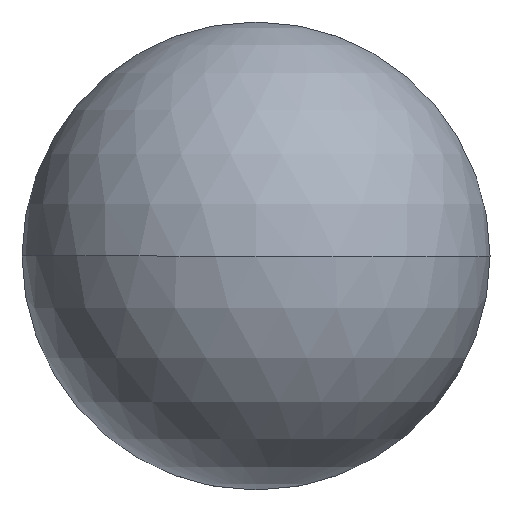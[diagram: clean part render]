
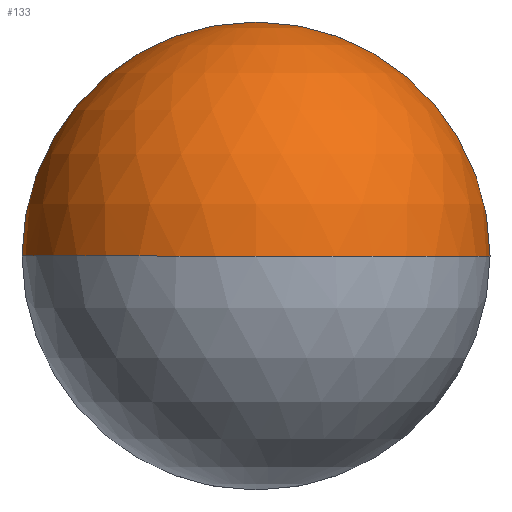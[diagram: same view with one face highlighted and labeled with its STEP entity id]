
A CAD part, front view. The second image highlights one B-rep face of the part: STEP entity #133.
In plain terms, the highlighted spherical face has radius 9.525 mm.
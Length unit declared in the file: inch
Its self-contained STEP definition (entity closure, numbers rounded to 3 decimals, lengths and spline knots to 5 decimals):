
#25 = AXIS2_PLACEMENT_3D ( 'NONE', #70, #190, #250 ) ;
#40 = CARTESIAN_POINT ( 'NONE',  ( 0., 0.375, 0. ) ) ;
#46 = DIRECTION ( 'NONE',  ( 0., 0., 1. ) ) ;
#70 = CARTESIAN_POINT ( 'NONE',  ( 0., 0.375, 0. ) ) ;
#83 = AXIS2_PLACEMENT_3D ( 'NONE', #40, #265, #125 ) ;
#87 = EDGE_CURVE ( 'NONE', #234, #291, #97, .T. ) ;
#88 = CIRCLE ( 'NONE', #25, 0.375 ) ;
#90 = DIRECTION ( 'NONE',  ( -1., 0., 0. ) ) ;
#92 = DIRECTION ( 'NONE',  ( 0., 0., -1. ) ) ;
#97 = CIRCLE ( 'NONE', #215, 0.375 ) ;
#112 = CIRCLE ( 'NONE', #163, 0.375 ) ;
#115 = ORIENTED_EDGE ( 'NONE', *, *, #87, .T. ) ;
#125 = DIRECTION ( 'NONE',  ( 0., 0., -1. ) ) ;
#133 = ADVANCED_FACE ( 'NONE', ( #183 ), #221, .T. ) ;
#137 = CIRCLE ( 'NONE', #83, 0.375 ) ;
#150 = CARTESIAN_POINT ( 'NONE',  ( 0.375, 0.375, 0. ) ) ;
#161 = CARTESIAN_POINT ( 'NONE',  ( 0., 0.375, 0. ) ) ;
#163 = AXIS2_PLACEMENT_3D ( 'NONE', #213, #92, #90 ) ;
#179 = DIRECTION ( 'NONE',  ( 0., 0., -1. ) ) ;
#183 = FACE_OUTER_BOUND ( 'NONE', #200, .T. ) ;
#190 = DIRECTION ( 'NONE',  ( 0., 0., 1. ) ) ;
#200 = EDGE_LOOP ( 'NONE', ( #253, #235, #315, #115 ) ) ;
#213 = CARTESIAN_POINT ( 'NONE',  ( 0., 0.375, 0. ) ) ;
#215 = AXIS2_PLACEMENT_3D ( 'NONE', #271, #263, #179 ) ;
#221 = SPHERICAL_SURFACE ( 'NONE', #313, 0.375 ) ;
#225 = EDGE_CURVE ( 'NONE', #291, #314, #137, .T. ) ;
#231 = CARTESIAN_POINT ( 'NONE',  ( 0., 0.375, 0.375 ) ) ;
#234 = VERTEX_POINT ( 'NONE', #150 ) ;
#235 = ORIENTED_EDGE ( 'NONE', *, *, #254, .T. ) ;
#250 = DIRECTION ( 'NONE',  ( 1., 0., 0. ) ) ;
#253 = ORIENTED_EDGE ( 'NONE', *, *, #225, .T. ) ;
#254 = EDGE_CURVE ( 'NONE', #314, #355, #88, .T. ) ;
#262 = CARTESIAN_POINT ( 'NONE',  ( 0., 0., 0. ) ) ;
#263 = DIRECTION ( 'NONE',  ( 0., -1., 0. ) ) ;
#265 = DIRECTION ( 'NONE',  ( 0., -1., 0. ) ) ;
#268 = CARTESIAN_POINT ( 'NONE',  ( -0.375, 0.375, 0. ) ) ;
#271 = CARTESIAN_POINT ( 'NONE',  ( 0., 0.375, 0. ) ) ;
#275 = DIRECTION ( 'NONE',  ( 1., 0., 0. ) ) ;
#291 = VERTEX_POINT ( 'NONE', #231 ) ;
#313 = AXIS2_PLACEMENT_3D ( 'NONE', #161, #46, #275 ) ;
#314 = VERTEX_POINT ( 'NONE', #268 ) ;
#315 = ORIENTED_EDGE ( 'NONE', *, *, #348, .F. ) ;
#348 = EDGE_CURVE ( 'NONE', #234, #355, #112, .T. ) ;
#355 = VERTEX_POINT ( 'NONE', #262 ) ;
